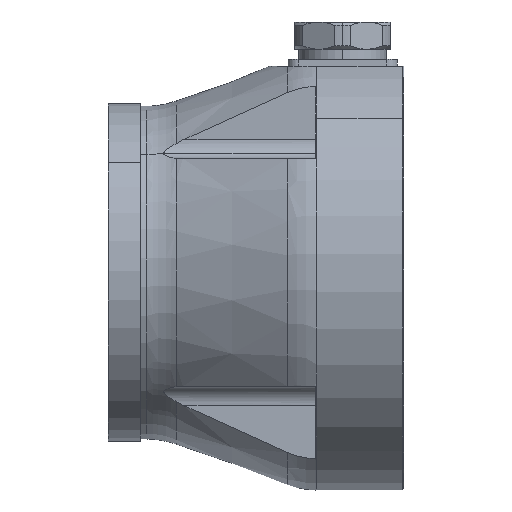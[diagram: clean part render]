
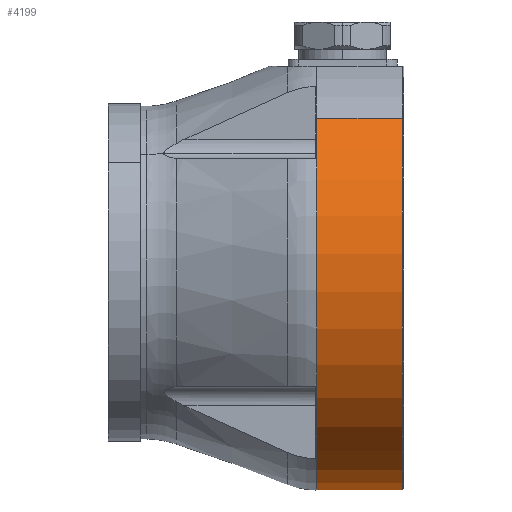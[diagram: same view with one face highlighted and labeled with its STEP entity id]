
A CAD part, left-side view. The second image highlights one B-rep face of the part: STEP entity #4199.
In plain terms, the highlighted cylindrical face has radius 64 mm (diameter 128 mm), a partial arc.
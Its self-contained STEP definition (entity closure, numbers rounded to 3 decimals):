
#33 = VERTEX_POINT ( 'NONE', #3445 ) ;
#128 = CIRCLE ( 'NONE', #9130, 64. ) ;
#492 = FACE_OUTER_BOUND ( 'NONE', #2971, .T. ) ;
#1413 = CARTESIAN_POINT ( 'NONE',  ( -45.255, 25.57, 45.255 ) ) ;
#1419 = CARTESIAN_POINT ( 'NONE',  ( 0., 0.5, 0. ) ) ;
#1581 = DIRECTION ( 'NONE',  ( 0.707, 0., -0.707 ) ) ;
#1873 = LINE ( 'NONE', #5055, #9977 ) ;
#1968 = DIRECTION ( 'NONE',  ( 0., -1., 0. ) ) ;
#2346 = CARTESIAN_POINT ( 'NONE',  ( 0., 25.57, 0. ) ) ;
#2362 = VERTEX_POINT ( 'NONE', #7197 ) ;
#2368 = VERTEX_POINT ( 'NONE', #1413 ) ;
#2596 = ORIENTED_EDGE ( 'NONE', *, *, #9981, .F. ) ;
#2833 = CARTESIAN_POINT ( 'NONE',  ( 0., 0., 0. ) ) ;
#2971 = EDGE_LOOP ( 'NONE', ( #2596, #3200, #10053, #6022 ) ) ;
#2986 = EDGE_CURVE ( 'NONE', #2362, #33, #6181, .T. ) ;
#2988 = VECTOR ( 'NONE', #1968, 1000. ) ;
#3046 = AXIS2_PLACEMENT_3D ( 'NONE', #2833, #6035, #6658 ) ;
#3076 = AXIS2_PLACEMENT_3D ( 'NONE', #2346, #8828, #1581 ) ;
#3200 = ORIENTED_EDGE ( 'NONE', *, *, #5613, .T. ) ;
#3445 = CARTESIAN_POINT ( 'NONE',  ( 45.255, 0.5, -45.255 ) ) ;
#4085 = CIRCLE ( 'NONE', #3076, 64. ) ;
#4199 = ADVANCED_FACE ( 'NONE', ( #492 ), #7586, .T. ) ;
#5035 = VERTEX_POINT ( 'NONE', #5200 ) ;
#5055 = CARTESIAN_POINT ( 'NONE',  ( -45.255, 0., 45.255 ) ) ;
#5200 = CARTESIAN_POINT ( 'NONE',  ( -45.255, 0.5, 45.255 ) ) ;
#5613 = EDGE_CURVE ( 'NONE', #2368, #2362, #4085, .T. ) ;
#6022 = ORIENTED_EDGE ( 'NONE', *, *, #9051, .T. ) ;
#6035 = DIRECTION ( 'NONE',  ( 0., -1., 0. ) ) ;
#6181 = LINE ( 'NONE', #6900, #2988 ) ;
#6215 = DIRECTION ( 'NONE',  ( 0.707, 0., -0.707 ) ) ;
#6269 = DIRECTION ( 'NONE',  ( 0., 1., 0. ) ) ;
#6658 = DIRECTION ( 'NONE',  ( 0.707, 0., -0.707 ) ) ;
#6900 = CARTESIAN_POINT ( 'NONE',  ( 45.255, 0., -45.255 ) ) ;
#7197 = CARTESIAN_POINT ( 'NONE',  ( 45.255, 25.57, -45.255 ) ) ;
#7586 = CYLINDRICAL_SURFACE ( 'NONE', #3046, 64. ) ;
#8285 = DIRECTION ( 'NONE',  ( 0., -1., 0. ) ) ;
#8828 = DIRECTION ( 'NONE',  ( 0., -1., 0. ) ) ;
#9051 = EDGE_CURVE ( 'NONE', #33, #5035, #128, .T. ) ;
#9130 = AXIS2_PLACEMENT_3D ( 'NONE', #1419, #6269, #6215 ) ;
#9977 = VECTOR ( 'NONE', #8285, 1000. ) ;
#9981 = EDGE_CURVE ( 'NONE', #2368, #5035, #1873, .T. ) ;
#10053 = ORIENTED_EDGE ( 'NONE', *, *, #2986, .T. ) ;
